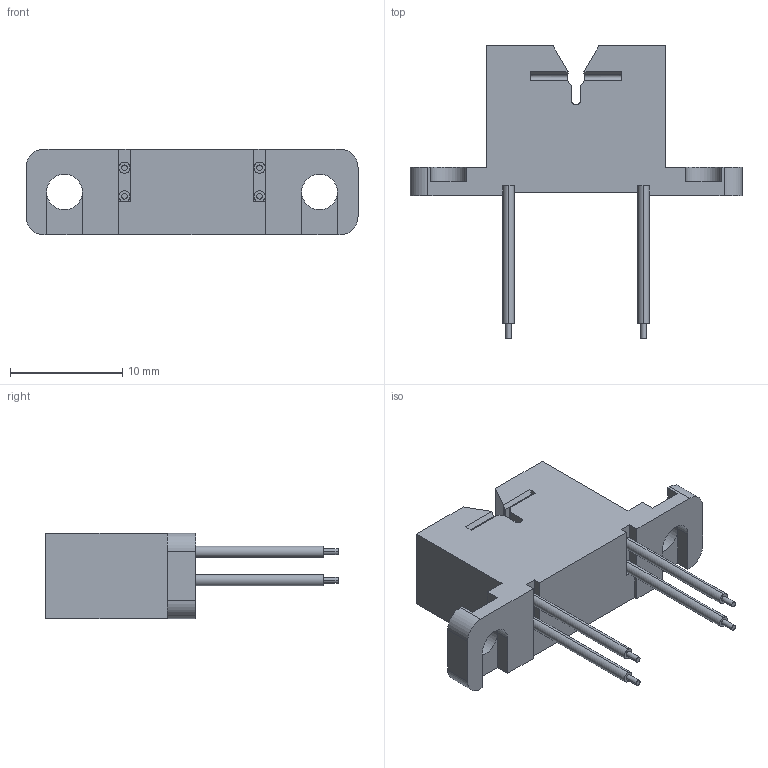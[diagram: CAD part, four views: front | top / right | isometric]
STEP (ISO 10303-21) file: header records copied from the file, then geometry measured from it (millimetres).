
FILE_DESCRIPTION (( 'STEP AP214' ), '1' );
FILE_NAME ('OPB350W062Z.STEP', '2017-06-07T17:10:21', ( '' ), ( '' ), 'SwSTEP 2.0', 'SolidWorks 2015', '' );
FILE_SCHEMA (( 'AUTOMOTIVE_DESIGN' ));
Length unit declared in the file: inch
Products named in the file (1): OPB350W062Z
Bounding box: 29.59 x 26.04 x 7.62 mm (x, y, z)
Volume: 1674.1 mm3; surface area: 1512.6 mm2
Topology: 1 solids, 1 shells, 114 faces, 291 edges, 190 vertices
Faces by surface type: plane 70, cylinder 36, cone 8
Entity records: 3817 total; most frequent: CARTESIAN_POINT 621, DIRECTION 601, ORIENTED_EDGE 582, EDGE_CURVE 291, VECTOR 201, LINE 201, AXIS2_PLACEMENT_3D 200, VERTEX_POINT 190
